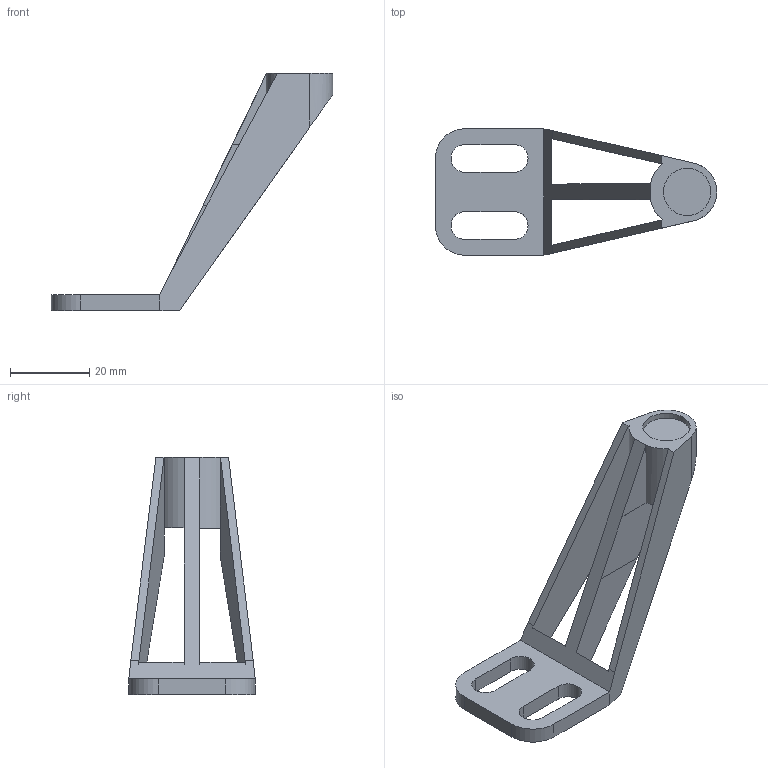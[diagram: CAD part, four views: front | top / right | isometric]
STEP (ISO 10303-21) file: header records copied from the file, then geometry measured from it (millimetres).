
FILE_DESCRIPTION(/* description */ (''),/* implementation_level */ '2;1');
FILE_NAME(/* name */ 'Melta holder for linear init with induction sensor.step',/* time_stamp */ '2025-07-22T17:54:00+03:00',/* author */ (''),/* organization */ (''),/* preprocessor_version */ 'ST-DEVELOPER v20.1',/* originating_system */ 'Autodesk Translation Framework v14.10.0.0',/* authorisation */ '');
FILE_SCHEMA (('AUTOMOTIVE_DESIGN { 1 0 10303 214 3 1 1 }'));
Length unit declared in the file: millimetre
Products named in the file (1): v2 Metallin pidike lineaari inittiä varten
Bounding box: 71.25 x 32 x 60 mm (x, y, z)
Volume: 10470.1 mm3; surface area: 7742.2 mm2
Topology: 1 solids, 1 shells, 41 faces, 124 edges, 82 vertices
Faces by surface type: plane 31, cylinder 10
Full cylindrical faces by diameter (mm): 12 x1
Entity records: 1434 total; most frequent: ORIENTED_EDGE 248, CARTESIAN_POINT 248, DIRECTION 231, EDGE_CURVE 124, LINE 101, VECTOR 101, VERTEX_POINT 82, AXIS2_PLACEMENT_3D 65
